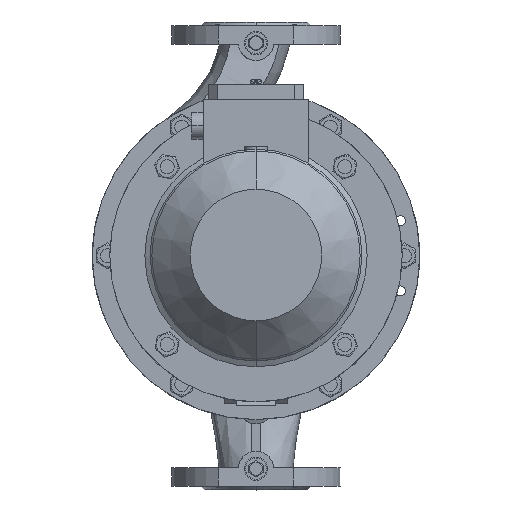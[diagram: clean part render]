
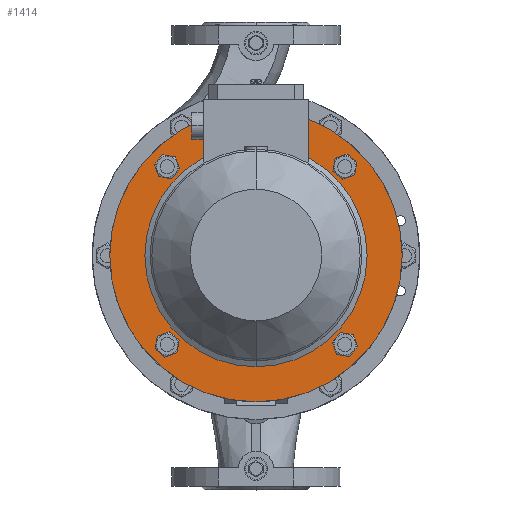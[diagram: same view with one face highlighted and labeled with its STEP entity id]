
A CAD part, top view. The second image highlights one B-rep face of the part: STEP entity #1414.
In plain terms, the highlighted planar face has unit normal (0, 0, 1).
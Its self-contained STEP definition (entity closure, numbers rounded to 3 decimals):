
#477 = CARTESIAN_POINT ( 'NONE',  ( -76.014, 76.014, 172. ) ) ;
#548 = DIRECTION ( 'NONE',  ( 0., 0., 1. ) ) ;
#726 = FACE_OUTER_BOUND ( 'NONE', #13775, .T. ) ;
#749 = DIRECTION ( 'NONE',  ( 0., 0., 1. ) ) ;
#1414 = ADVANCED_FACE ( 'NONE', ( #7731, #11004, #1992, #15159, #7338, #726 ), #18605, .T. ) ;
#1706 = ORIENTED_EDGE ( 'NONE', *, *, #9088, .F. ) ;
#1807 = AXIS2_PLACEMENT_3D ( 'NONE', #8251, #18748, #8354 ) ;
#1992 = FACE_BOUND ( 'NONE', #23855, .T. ) ;
#2212 = VERTEX_POINT ( 'NONE', #24981 ) ;
#2610 = CIRCLE ( 'NONE', #23025, 95. ) ;
#3094 = DIRECTION ( 'NONE',  ( 0., -1., 0. ) ) ;
#3522 = AXIS2_PLACEMENT_3D ( 'NONE', #23579, #23338, #10418 ) ;
#3662 = AXIS2_PLACEMENT_3D ( 'NONE', #25574, #25686, #9637 ) ;
#3736 = EDGE_LOOP ( 'NONE', ( #19669, #31985 ) ) ;
#3754 = ORIENTED_EDGE ( 'NONE', *, *, #17973, .F. ) ;
#4422 = EDGE_CURVE ( 'NONE', #29709, #26980, #8933, .T. ) ;
#4602 = VERTEX_POINT ( 'NONE', #16192 ) ;
#4798 = EDGE_CURVE ( 'NONE', #10657, #25071, #10961, .T. ) ;
#5307 = EDGE_CURVE ( 'NONE', #10998, #7152, #21281, .T. ) ;
#5353 = DIRECTION ( 'NONE',  ( 0., 0., -1. ) ) ;
#5788 = DIRECTION ( 'NONE',  ( 0., 0., 1. ) ) ;
#6135 = CARTESIAN_POINT ( 'NONE',  ( 84.902, -77.581, 172. ) ) ;
#6231 = CIRCLE ( 'NONE', #1807, 125. ) ;
#6582 = ORIENTED_EDGE ( 'NONE', *, *, #4422, .F. ) ;
#6585 = CIRCLE ( 'NONE', #3522, 95. ) ;
#6655 = DIRECTION ( 'NONE',  ( 0., 0., 1. ) ) ;
#6748 = CARTESIAN_POINT ( 'NONE',  ( 74.447, 67.126, 172. ) ) ;
#6768 = DIRECTION ( 'NONE',  ( 0., -1., 0. ) ) ;
#6876 = CARTESIAN_POINT ( 'NONE',  ( 76.014, -76.014, 172. ) ) ;
#7152 = VERTEX_POINT ( 'NONE', #6135 ) ;
#7338 = FACE_BOUND ( 'NONE', #30308, .T. ) ;
#7408 = DIRECTION ( 'NONE',  ( 0., 1., 0. ) ) ;
#7597 = ORIENTED_EDGE ( 'NONE', *, *, #8169, .F. ) ;
#7731 = FACE_BOUND ( 'NONE', #3736, .T. ) ;
#8169 = EDGE_CURVE ( 'NONE', #7152, #10998, #16158, .T. ) ;
#8251 = CARTESIAN_POINT ( 'NONE',  ( 0., 0., 172. ) ) ;
#8354 = DIRECTION ( 'NONE',  ( 0., 1., 0. ) ) ;
#8464 = AXIS2_PLACEMENT_3D ( 'NONE', #16997, #19411, #8797 ) ;
#8797 = DIRECTION ( 'NONE',  ( 0., 1., 0. ) ) ;
#8933 = CIRCLE ( 'NONE', #3662, 9.025 ) ;
#9088 = EDGE_CURVE ( 'NONE', #25071, #10657, #6231, .T. ) ;
#9637 = DIRECTION ( 'NONE',  ( 0., -1., 0. ) ) ;
#9679 = DIRECTION ( 'NONE',  ( 0., 0., 1. ) ) ;
#9732 = AXIS2_PLACEMENT_3D ( 'NONE', #28998, #15842, #18376 ) ;
#10156 = DIRECTION ( 'NONE',  ( 0., -1., 0. ) ) ;
#10315 = CARTESIAN_POINT ( 'NONE',  ( 0., 125., 172. ) ) ;
#10418 = DIRECTION ( 'NONE',  ( 0., 1., 0. ) ) ;
#10657 = VERTEX_POINT ( 'NONE', #10315 ) ;
#10961 = CIRCLE ( 'NONE', #8464, 125. ) ;
#10998 = VERTEX_POINT ( 'NONE', #12465 ) ;
#11004 = FACE_BOUND ( 'NONE', #22835, .T. ) ;
#11622 = EDGE_CURVE ( 'NONE', #29363, #17053, #20965, .T. ) ;
#11733 = ORIENTED_EDGE ( 'NONE', *, *, #4798, .F. ) ;
#11859 = AXIS2_PLACEMENT_3D ( 'NONE', #16421, #749, #21717 ) ;
#11861 = CARTESIAN_POINT ( 'NONE',  ( 76.014, -76.014, 172. ) ) ;
#12180 = VERTEX_POINT ( 'NONE', #25884 ) ;
#12312 = DIRECTION ( 'NONE',  ( 0., -1., 0. ) ) ;
#12439 = EDGE_CURVE ( 'NONE', #12180, #2212, #2610, .T. ) ;
#12443 = DIRECTION ( 'NONE',  ( 0., 0., -1. ) ) ;
#12465 = CARTESIAN_POINT ( 'NONE',  ( 67.126, -74.447, 172. ) ) ;
#12821 = CARTESIAN_POINT ( 'NONE',  ( -84.902, 77.581, 172. ) ) ;
#13250 = ORIENTED_EDGE ( 'NONE', *, *, #11622, .F. ) ;
#13692 = DIRECTION ( 'NONE',  ( 0., -1., 0. ) ) ;
#13775 = EDGE_LOOP ( 'NONE', ( #11733, #1706 ) ) ;
#15045 = EDGE_CURVE ( 'NONE', #25513, #4602, #30944, .T. ) ;
#15159 = FACE_BOUND ( 'NONE', #29509, .T. ) ;
#15514 = DIRECTION ( 'NONE',  ( 0., -1., 0. ) ) ;
#15842 = DIRECTION ( 'NONE',  ( 0., 0., 1. ) ) ;
#16158 = CIRCLE ( 'NONE', #30465, 9.025 ) ;
#16192 = CARTESIAN_POINT ( 'NONE',  ( -77.581, -84.902, 172. ) ) ;
#16345 = CARTESIAN_POINT ( 'NONE',  ( -74.447, -67.126, 172. ) ) ;
#16421 = CARTESIAN_POINT ( 'NONE',  ( 76.014, 76.014, 172. ) ) ;
#16952 = ORIENTED_EDGE ( 'NONE', *, *, #31278, .F. ) ;
#16997 = CARTESIAN_POINT ( 'NONE',  ( 0., 0., 172. ) ) ;
#17053 = VERTEX_POINT ( 'NONE', #32855 ) ;
#17973 = EDGE_CURVE ( 'NONE', #17053, #29363, #33284, .T. ) ;
#18057 = DIRECTION ( 'NONE',  ( 0., 0., -1. ) ) ;
#18376 = DIRECTION ( 'NONE',  ( 0., -1., 0. ) ) ;
#18605 = PLANE ( 'NONE',  #9732 ) ;
#18728 = AXIS2_PLACEMENT_3D ( 'NONE', #477, #5788, #13692 ) ;
#18748 = DIRECTION ( 'NONE',  ( 0., 0., -1. ) ) ;
#19168 = CARTESIAN_POINT ( 'NONE',  ( 77.581, 84.902, 172. ) ) ;
#19411 = DIRECTION ( 'NONE',  ( 0., 0., -1. ) ) ;
#19669 = ORIENTED_EDGE ( 'NONE', *, *, #15045, .T. ) ;
#20016 = AXIS2_PLACEMENT_3D ( 'NONE', #33865, #5353, #10156 ) ;
#20167 = EDGE_CURVE ( 'NONE', #4602, #25513, #28178, .T. ) ;
#20965 = CIRCLE ( 'NONE', #22377, 9.025 ) ;
#21281 = CIRCLE ( 'NONE', #34170, 9.025 ) ;
#21717 = DIRECTION ( 'NONE',  ( 0., -1., 0. ) ) ;
#22377 = AXIS2_PLACEMENT_3D ( 'NONE', #29946, #548, #3094 ) ;
#22583 = CIRCLE ( 'NONE', #11859, 9.025 ) ;
#22835 = EDGE_LOOP ( 'NONE', ( #3754, #13250 ) ) ;
#23025 = AXIS2_PLACEMENT_3D ( 'NONE', #33715, #12443, #7408 ) ;
#23338 = DIRECTION ( 'NONE',  ( 0., 0., -1. ) ) ;
#23579 = CARTESIAN_POINT ( 'NONE',  ( 0., 0., 172. ) ) ;
#23855 = EDGE_LOOP ( 'NONE', ( #32216, #7597 ) ) ;
#24981 = CARTESIAN_POINT ( 'NONE',  ( 0., -95., 172. ) ) ;
#25071 = VERTEX_POINT ( 'NONE', #30122 ) ;
#25513 = VERTEX_POINT ( 'NONE', #16345 ) ;
#25574 = CARTESIAN_POINT ( 'NONE',  ( 76.014, 76.014, 172. ) ) ;
#25686 = DIRECTION ( 'NONE',  ( 0., 0., 1. ) ) ;
#25884 = CARTESIAN_POINT ( 'NONE',  ( 0., 95., 172. ) ) ;
#26980 = VERTEX_POINT ( 'NONE', #6748 ) ;
#28178 = CIRCLE ( 'NONE', #34066, 9.025 ) ;
#28251 = ORIENTED_EDGE ( 'NONE', *, *, #12439, .T. ) ;
#28998 = CARTESIAN_POINT ( 'NONE',  ( 0., 125., 172. ) ) ;
#29363 = VERTEX_POINT ( 'NONE', #12821 ) ;
#29509 = EDGE_LOOP ( 'NONE', ( #16952, #6582 ) ) ;
#29709 = VERTEX_POINT ( 'NONE', #19168 ) ;
#29946 = CARTESIAN_POINT ( 'NONE',  ( -76.014, 76.014, 172. ) ) ;
#30122 = CARTESIAN_POINT ( 'NONE',  ( 0., -125., 172. ) ) ;
#30308 = EDGE_LOOP ( 'NONE', ( #28251, #30874 ) ) ;
#30465 = AXIS2_PLACEMENT_3D ( 'NONE', #6876, #6655, #6768 ) ;
#30874 = ORIENTED_EDGE ( 'NONE', *, *, #31233, .T. ) ;
#30944 = CIRCLE ( 'NONE', #20016, 9.025 ) ;
#31233 = EDGE_CURVE ( 'NONE', #2212, #12180, #6585, .T. ) ;
#31278 = EDGE_CURVE ( 'NONE', #26980, #29709, #22583, .T. ) ;
#31454 = CARTESIAN_POINT ( 'NONE',  ( -76.014, -76.014, 172. ) ) ;
#31985 = ORIENTED_EDGE ( 'NONE', *, *, #20167, .T. ) ;
#32216 = ORIENTED_EDGE ( 'NONE', *, *, #5307, .F. ) ;
#32855 = CARTESIAN_POINT ( 'NONE',  ( -67.126, 74.447, 172. ) ) ;
#33284 = CIRCLE ( 'NONE', #18728, 9.025 ) ;
#33715 = CARTESIAN_POINT ( 'NONE',  ( 0., 0., 172. ) ) ;
#33865 = CARTESIAN_POINT ( 'NONE',  ( -76.014, -76.014, 172. ) ) ;
#34066 = AXIS2_PLACEMENT_3D ( 'NONE', #31454, #18057, #15514 ) ;
#34170 = AXIS2_PLACEMENT_3D ( 'NONE', #11861, #9679, #12312 ) ;
